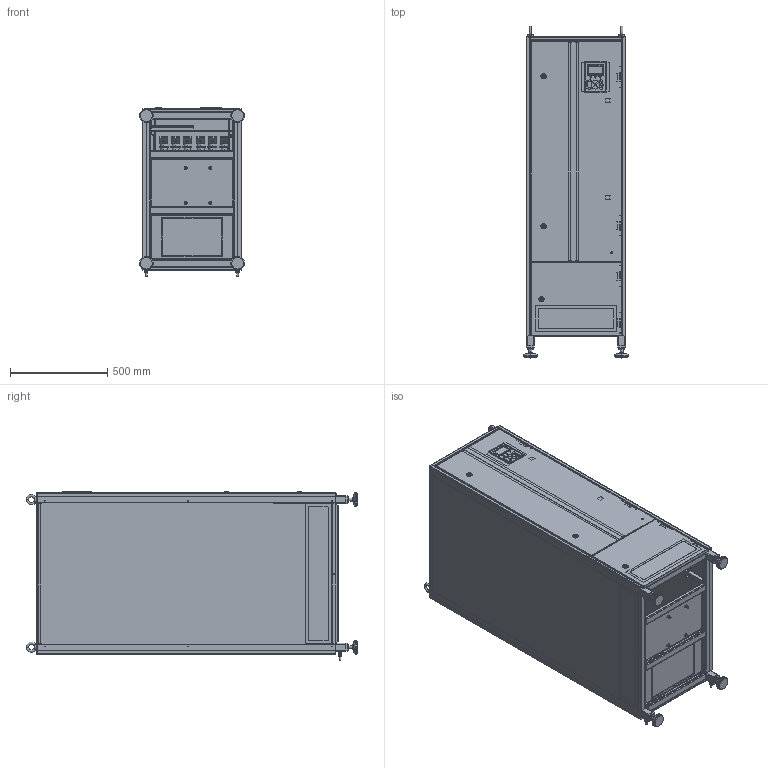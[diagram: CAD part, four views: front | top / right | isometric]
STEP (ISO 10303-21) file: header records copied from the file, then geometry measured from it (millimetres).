
FILE_DESCRIPTION(('FreeCAD Model'), '1');
FILE_NAME('3D-model FC series 04 - 160-315 kW.step','2016-03-10T11:12:47', (''),(''),'Open CASCADE STEP processor 6.8','FreeCAD','');
FILE_SCHEMA(('CONFIG_CONTROL_DESIGN','SUPPORT_RESOURCE_SCHEMA'));
Length unit declared in the file: millimetre
Products named in the file (133): 1; 2; 3; 4; 5; 6; 7; 8; 9; 10; 11; 12; 13; 14; 15; 16; 17; 18; 19; 20; 21; 22; 23; 24; 25; 26; 27; 28; 29; 30; 31; 32; 33; 34; 35; 36; 37; 38; 39; 40 ...
Assembly tree (246 placements, depth 5):
  1
    2
      3
        4
          5
          6
          7
        8  x6
        9
          5
          6
          7
        10  x4
        11
          5
          6
          7
        12
          5
          6
          7
        13  x2
        14
        15
        16  x3
        17  x3
        18  x8
        19
        20
        21  x2
        22
        23
        24
        25  x2
        26  x4
        27  x2
        28  x2
        29  x2
        30  x4
        31
        32
        33  x3
        34  x3
        35
        36
        37
        38
        39
        40
        41
        42
          43
        44  x4
        45  x2
        46
          47
          48
        49
          50
          48
Bounding box: 540 x 1708.5 x 866.4 mm (x, y, z)
Volume: 16445402.6 mm3; surface area: 17757002.2 mm2
Topology: 217 solids, 217 shells, 5096 faces, 12410 edges, 8071 vertices
Faces by surface type: plane 3206, cylinder 1461, cone 250, bspline 92, revolution 66, sphere 18, torus 3
Full cylindrical faces by diameter (mm): 2 x2, 2.5 x4, 2.9 x4, 3 x2, 3.6 x12, 4.5 x24, 5 x10, 6 x7, 7 x6, 8.376 x4, 10.5 x4, 12 x2, 20 x4
Entity records: 145106 total; most frequent: CARTESIAN_POINT 31252, DIRECTION 15970, ORIENTED_EDGE 15414, EDGE_CURVE 7707, LINE 5670, VECTOR 5670, AXIS2_PLACEMENT_3D 5139, VERTEX_POINT 5012
